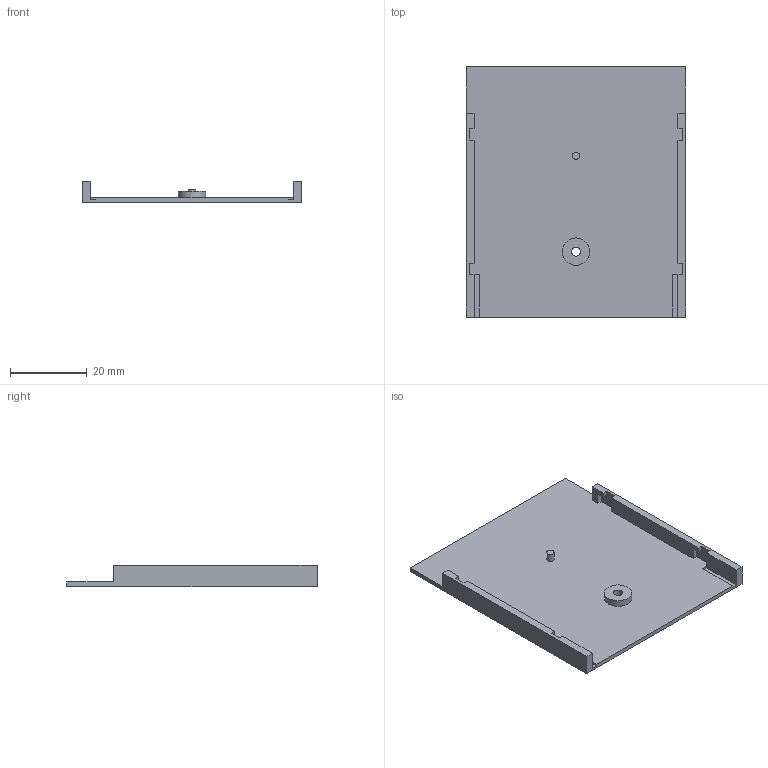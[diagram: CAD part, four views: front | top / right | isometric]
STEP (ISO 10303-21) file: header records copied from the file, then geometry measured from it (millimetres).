
FILE_DESCRIPTION(('FreeCAD Model'),'2;1');
FILE_NAME('Open CASCADE Shape Model','2025-09-14T23:10:00',(''),(''), 'Open CASCADE STEP processor 7.8','FreeCAD','Unknown');
FILE_SCHEMA(('AUTOMOTIVE_DESIGN { 1 0 10303 214 1 1 1 1 }'));
Length unit declared in the file: millimetre
Products named in the file (1): back001
Bounding box: 57 x 65 x 5.5 mm (x, y, z)
Volume: 5302.6 mm3; surface area: 8799.9 mm2
Topology: 1 solids, 1 shells, 50 faces, 132 edges, 87 vertices
Faces by surface type: plane 45, cylinder 4, cone 1
Full cylindrical faces by diameter (mm): 1.9 x1, 2.4 x1, 5 x1, 7.1 x1
Entity records: 1547 total; most frequent: CARTESIAN_POINT 270, ORIENTED_EDGE 264, DIRECTION 243, EDGE_CURVE 132, LINE 123, VECTOR 123, VERTEX_POINT 87, AXIS2_PLACEMENT_3D 60
